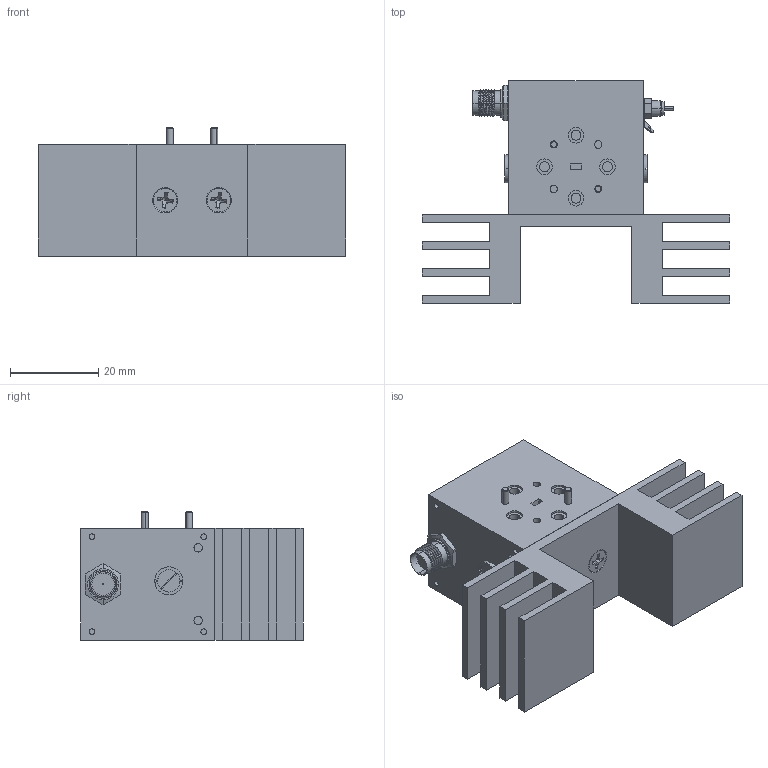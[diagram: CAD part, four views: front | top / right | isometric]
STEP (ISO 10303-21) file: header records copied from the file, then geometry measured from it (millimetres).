
FILE_DESCRIPTION (( 'STEP AP203' ), '1' );
FILE_NAME ('OV-WW.STEP', '2022-11-30T20:27:38', ( '' ), ( '' ), 'SwSTEP 2.0', 'SolidWorks 2021', '' );
FILE_SCHEMA (( 'CONFIG_CONTROL_DESIGN' ));
Length unit declared in the file: inch
Products named in the file (1): OV-WW
Bounding box: 69.85 x 50.55 x 29.13 mm (x, y, z)
Volume: 38603 mm3; surface area: 18552.4 mm2
Topology: 13 solids, 14 shells, 474 faces, 1168 edges, 754 vertices
Faces by surface type: cylinder 193, plane 184, cone 76, bspline 19, torus 2
Entity records: 21388 total; most frequent: CARTESIAN_POINT 10661, ORIENTED_EDGE 2320, DIRECTION 2099, EDGE_CURVE 1160, AXIS2_PLACEMENT_3D 785, VERTEX_POINT 754, LINE 529, VECTOR 529
